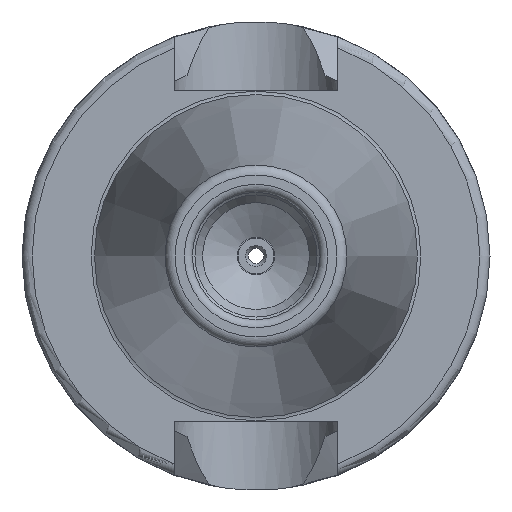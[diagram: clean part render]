
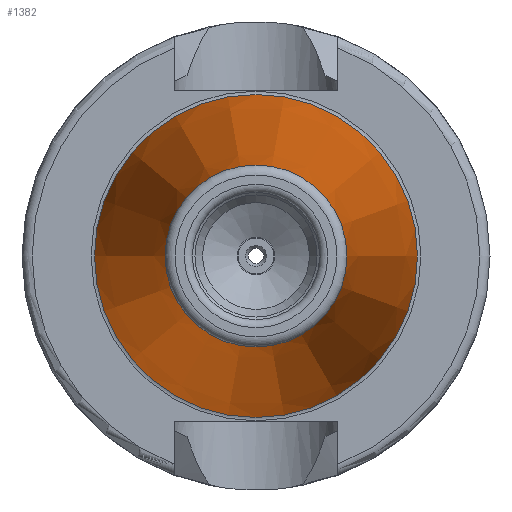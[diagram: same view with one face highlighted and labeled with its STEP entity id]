
A CAD part, left-side view. The second image highlights one B-rep face of the part: STEP entity #1382.
In plain terms, the highlighted conical face has half-angle 8.297 degrees and reference radius 12.408 mm.
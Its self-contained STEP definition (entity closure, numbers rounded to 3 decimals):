
#1348=CARTESIAN_POINT('',(-47.544,8.941,0.0));
#1349=VERTEX_POINT('',#1348);
#1350=CARTESIAN_POINT('',(-47.544,0.,0.0));
#1351=DIRECTION('',(1.0,0.0,0.0));
#1352=DIRECTION('',(0.0,1.0,0.0));
#1353=AXIS2_PLACEMENT_3D('',#1350,#1351,#1352);
#1354=CIRCLE('',#1353,8.941);
#1355=EDGE_CURVE('',#1349,#1349,#1354,.T.);
#1363=CARTESIAN_POINT('',(-23.772,0.,0.0));
#1364=DIRECTION('',(1.0,0.,0.0));
#1365=DIRECTION('',(0.0,1.0,0.0));
#1366=AXIS2_PLACEMENT_3D('',#1363,#1364,#1365);
#1367=CONICAL_SURFACE('',#1366,12.408,8.297);
#1368=CARTESIAN_POINT('',(0.,15.875,0.0));
#1369=VERTEX_POINT('',#1368);
#1370=CARTESIAN_POINT('',(0.,0.,0.0));
#1371=DIRECTION('',(1.0,0.0,0.0));
#1372=DIRECTION('',(0.0,1.0,0.0));
#1373=AXIS2_PLACEMENT_3D('',#1370,#1371,#1372);
#1374=CIRCLE('',#1373,15.875);
#1375=EDGE_CURVE('',#1369,#1369,#1374,.T.);
#1376=ORIENTED_EDGE('',*,*,#1375,.F.);
#1377=EDGE_LOOP('',(#1376));
#1378=FACE_OUTER_BOUND('',#1377,.T.);
#1379=ORIENTED_EDGE('',*,*,#1355,.T.);
#1380=EDGE_LOOP('',(#1379));
#1381=FACE_BOUND('',#1380,.T.);
#1382=ADVANCED_FACE('',(#1378,#1381),#1367,.T.);
